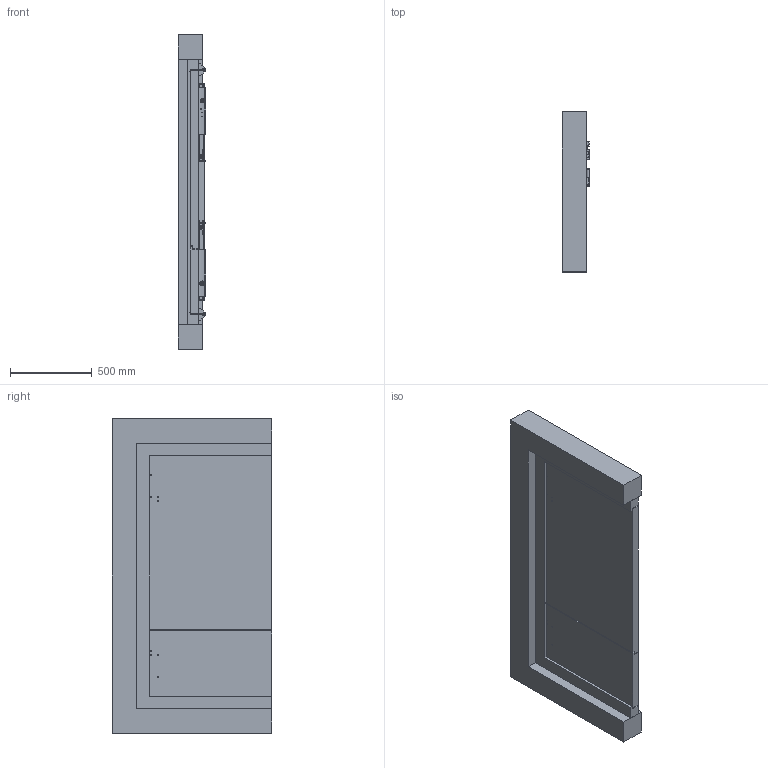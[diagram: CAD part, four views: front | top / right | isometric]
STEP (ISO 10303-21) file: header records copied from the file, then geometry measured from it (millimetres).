
FILE_DESCRIPTION(('CoCreate Modeling STEP Export'),'2;1');
FILE_NAME('TS5000_ISM_20540-K-005_O_Montageplatte.stp','2011-04-26T16:18:04',(''),(''),'CoCreate Modeling STEP processor for AP214 (Solid Model)','CoCreate Modeling 17.0B 09-Oct-2010 (C) Parametric Technology GmbH','');
FILE_SCHEMA(('AUTOMOTIVE_DESIGN { 1 0 10303 214 1 1 1 1 }'));
Length unit declared in the file: millimetre
Products named in the file (41): Türblatt_SF; SF_TF; Türblatt_GF; Gf_TF; Rahmen; Band_SF.1; Band_GF.1; Band_GF; Band_SF; Baender; T1; Mauerwerk; Holztuer_Schliesser_TS5000; 20540-2-0305.2.1; 20540-6-0865.1.1; 20540-1-0135_SF_ISM; 20540-6-0926.2; 20540-1-0141_Zubehoer-Sichtkappen_40mm.1.1; 20525-2-0211.1.1; 20525-2-0211.1; 20540-2-0307.1.1.1; 20540-2-0307.1.1; 20540-2-0308.1.1; Einzelteile; Flachkopfschraube_ISO7045_M4x8H.3; ABC-Spax_5x55.3; Spannscheibe_DIN_6796-5-FST.4; Schraube_DIN912_M6x45_Mat_057153.2; 20540-1-0139_Schraubenzubehoer_E-ISM_ISM; 20540-2-0304.1.1; 20540-6-0865.1.1.1; 20540-1-0134_GF_ISM; TS5000_IS-Gleitschiene; 20520-2-2170.1; 20510-2-2036_EZ1.1; TS5000-1; TS5000; TS5000_20540-K-005
Assembly tree (49 placements, depth 5):
  TS5000_20540-K-005
    TS5000
      TS5000
        20510-2-2036_EZ1.1
        20520-2-2170.1
      TS5000-1
        20510-2-2036_EZ1.1
        20520-2-2170.1
    TS5000_IS-Gleitschiene
      20540-1-0134_GF_ISM
        20540-6-0865.1.1.1
        20540-2-0304.1.1
      20540-1-0139_Schraubenzubehoer_E-ISM_ISM
        ABC-Spax_5x55.3  x4
        Schraube_DIN912_M6x45_Mat_057153.2  x2
        Spannscheibe_DIN_6796-5-FST.4  x4
        Flachkopfschraube_ISO7045_M4x8H.3  x2
      Einzelteile
        20540-2-0308.1.1
        20540-2-0307.1.1
        20540-2-0307.1.1.1
        20525-2-0211.1
        20525-2-0211.1.1
        20540-1-0141_Zubehoer-Sichtkappen_40mm.1.1
          20540-6-0926.2  x2
      20540-1-0135_SF_ISM
        20540-6-0865.1.1
        20540-2-0305.2.1
    Holztuer_Schliesser_TS5000
      Mauerwerk
      T1
      Baender
        Band_SF
        Band_GF
        Band_GF.1
        Band_SF.1
      Rahmen
      Gf_TF
        Türblatt_GF
      SF_TF
        Türblatt_SF
Bounding box: 171.43 x 980 x 1928 mm (x, y, z)
Volume: 153280381.3 mm3; surface area: 6452714.9 mm2
Topology: 35 solids, 39 shells, 1865 faces, 4830 edges, 3121 vertices
Faces by surface type: plane 805, cylinder 456, extrusion 352, cone 150, torus 86, sphere 16
Entity records: 71219 total; most frequent: CARTESIAN_POINT 29774, ORIENTED_EDGE 8928, DIRECTION 6945, EDGE_CURVE 4464, VERTEX_POINT 2917, VECTOR 2629, LINE 2277, AXIS2_PLACEMENT_3D 2158
